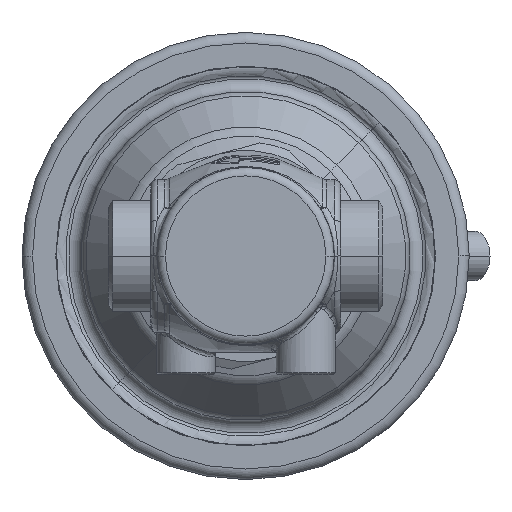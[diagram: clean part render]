
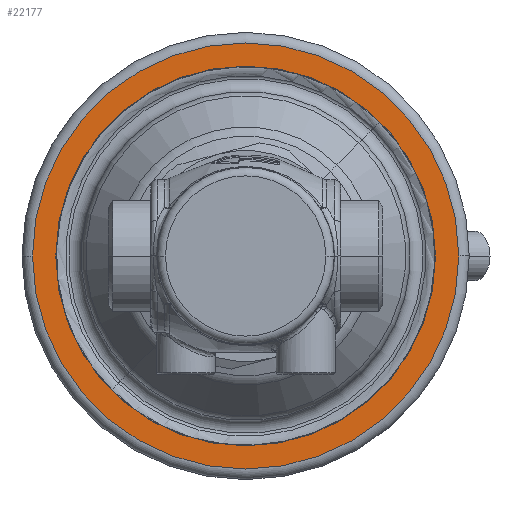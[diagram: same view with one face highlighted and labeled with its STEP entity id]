
A CAD part, front view. The second image highlights one B-rep face of the part: STEP entity #22177.
In plain terms, the highlighted planar face has unit normal (0, -1, 0).
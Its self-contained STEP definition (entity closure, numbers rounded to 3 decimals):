
#59=CARTESIAN_POINT('',(0.,66.582,0.));
#60=DIRECTION('',(0.,1.,0.));
#61=DIRECTION('',(1.,0.,0.));
#62=AXIS2_PLACEMENT_3D('',#59,#60,#61);
#64=CARTESIAN_POINT('',(0.,66.582,0.));
#65=DIRECTION('',(0.,1.,0.));
#66=DIRECTION('',(-1.,0.,0.));
#67=AXIS2_PLACEMENT_3D('',#64,#65,#66);
#69=CARTESIAN_POINT('',(0.,66.582,0.));
#70=DIRECTION('',(0.,1.,0.));
#71=DIRECTION('',(-1.,0.,0.));
#72=AXIS2_PLACEMENT_3D('',#69,#70,#71);
#74=CARTESIAN_POINT('',(0.,66.582,0.));
#75=DIRECTION('',(0.,-1.,0.));
#76=DIRECTION('',(-1.,0.,0.));
#77=AXIS2_PLACEMENT_3D('',#74,#75,#76);
#21236=CARTESIAN_POINT('',(-45.,66.582,0.));
#21237=CARTESIAN_POINT('',(45.,66.582,0.));
#21238=VERTEX_POINT('',#21236);
#21239=VERTEX_POINT('',#21237);
#21244=CARTESIAN_POINT('',(50.5,66.582,0.));
#21245=CARTESIAN_POINT('',(-50.5,66.582,0.));
#21246=VERTEX_POINT('',#21244);
#21247=VERTEX_POINT('',#21245);
#22162=CARTESIAN_POINT('',(0.,66.582,0.));
#22163=DIRECTION('',(0.,-1.,0.));
#22164=DIRECTION('',(1.,0.,0.));
#22165=AXIS2_PLACEMENT_3D('',#22162,#22163,#22164);
#22166=PLANE('',#22165);
#22167=ORIENTED_EDGE('',*,*,#22129,.T.);
#22168=ORIENTED_EDGE('',*,*,#22144,.T.);
#22169=EDGE_LOOP('',(#22167,#22168));
#22170=FACE_OUTER_BOUND('',#22169,.F.);
#22172=ORIENTED_EDGE('',*,*,#22171,.F.);
#22174=ORIENTED_EDGE('',*,*,#22173,.T.);
#22175=EDGE_LOOP('',(#22172,#22174));
#22176=FACE_BOUND('',#22175,.F.);
#22177=ADVANCED_FACE('',(#22170,#22176),#22166,.T.);
#63=CIRCLE('',#62,50.5);
#68=CIRCLE('',#67,50.5);
#73=CIRCLE('',#72,45.);
#78=CIRCLE('',#77,45.);
#22129=EDGE_CURVE('',#21246,#21247,#63,.T.);
#22144=EDGE_CURVE('',#21247,#21246,#68,.T.);
#22171=EDGE_CURVE('',#21238,#21239,#73,.T.);
#22173=EDGE_CURVE('',#21238,#21239,#78,.T.);
